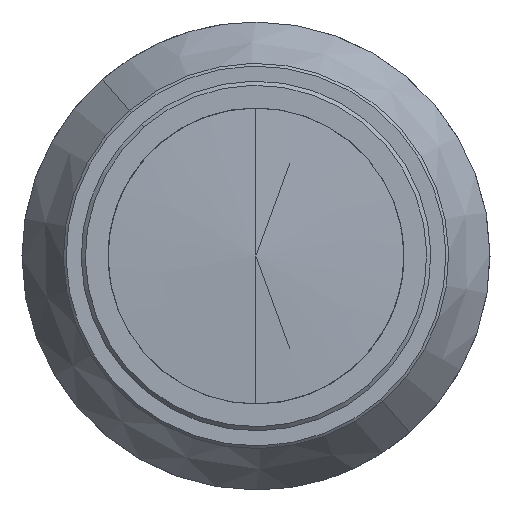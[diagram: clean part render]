
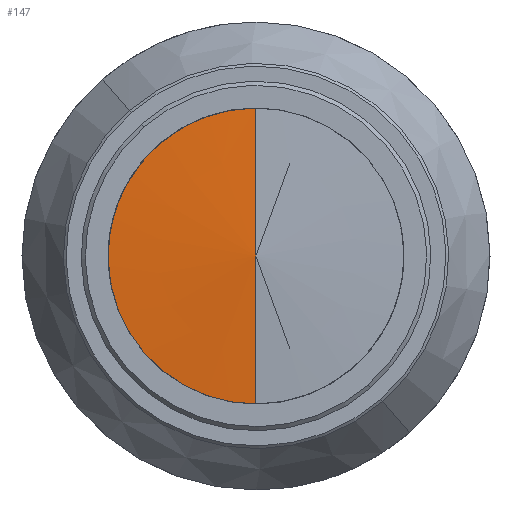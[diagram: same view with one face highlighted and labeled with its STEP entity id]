
A CAD part, left-side view. The second image highlights one B-rep face of the part: STEP entity #147.
In plain terms, the highlighted conical face has half-angle 86.731 degrees and reference radius 11.271 mm.
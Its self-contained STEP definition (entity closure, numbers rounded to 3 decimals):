
#27 = VERTEX_POINT ( 'NONE', #650 ) ;
#46 = CARTESIAN_POINT ( 'NONE',  ( -214.993, 8.108, -7.059 ) ) ;
#60 = AXIS2_PLACEMENT_3D ( 'NONE', #522, #69, #660 ) ;
#68 = VERTEX_POINT ( 'NONE', #796 ) ;
#69 = DIRECTION ( 'NONE',  ( 1., 0., 0. ) ) ;
#79 = AXIS2_PLACEMENT_3D ( 'NONE', #647, #652, #182 ) ;
#133 = LINE ( 'NONE', #176, #295 ) ;
#147 = ADVANCED_FACE ( 'NONE', ( #223 ), #364, .T. ) ;
#169 = CARTESIAN_POINT ( 'NONE',  ( -214.963, 0., 11.271 ) ) ;
#173 = DIRECTION ( 'NONE',  ( 1., 0., 0. ) ) ;
#175 = ORIENTED_EDGE ( 'NONE', *, *, #539, .T. ) ;
#176 = CARTESIAN_POINT ( 'NONE',  ( -214.963, 0., -11.271 ) ) ;
#182 = DIRECTION ( 'NONE',  ( 0., 0., -1. ) ) ;
#204 = VERTEX_POINT ( 'NONE', #457 ) ;
#223 = FACE_OUTER_BOUND ( 'NONE', #758, .T. ) ;
#295 = VECTOR ( 'NONE', #705, 1000. ) ;
#306 = LINE ( 'NONE', #169, #347 ) ;
#308 = DIRECTION ( 'NONE',  ( 0., 0., -1. ) ) ;
#347 = VECTOR ( 'NONE', #831, 1000. ) ;
#364 = CONICAL_SURFACE ( 'NONE', #60, 11.271, 1.514 ) ;
#457 = CARTESIAN_POINT ( 'NONE',  ( -214.993, 0., -10.75 ) ) ;
#490 = ORIENTED_EDGE ( 'NONE', *, *, #577, .F. ) ;
#522 = CARTESIAN_POINT ( 'NONE',  ( -214.963, 0., 0. ) ) ;
#539 = EDGE_CURVE ( 'NONE', #68, #27, #306, .T. ) ;
#577 = EDGE_CURVE ( 'NONE', #700, #27, #677, .T. ) ;
#626 = EDGE_CURVE ( 'NONE', #68, #204, #133, .T. ) ;
#647 = CARTESIAN_POINT ( 'NONE',  ( -214.993, 0., 0. ) ) ;
#650 = CARTESIAN_POINT ( 'NONE',  ( -214.993, 0., 10.75 ) ) ;
#652 = DIRECTION ( 'NONE',  ( 1., 0., 0. ) ) ;
#660 = DIRECTION ( 'NONE',  ( 0., 0., -1. ) ) ;
#666 = ORIENTED_EDGE ( 'NONE', *, *, #703, .F. ) ;
#677 = CIRCLE ( 'NONE', #770, 10.75 ) ;
#684 = ORIENTED_EDGE ( 'NONE', *, *, #626, .F. ) ;
#690 = CIRCLE ( 'NONE', #79, 10.75 ) ;
#700 = VERTEX_POINT ( 'NONE', #46 ) ;
#703 = EDGE_CURVE ( 'NONE', #204, #700, #690, .T. ) ;
#705 = DIRECTION ( 'NONE',  ( 0.057, 0., -0.998 ) ) ;
#758 = EDGE_LOOP ( 'NONE', ( #684, #175, #490, #666 ) ) ;
#770 = AXIS2_PLACEMENT_3D ( 'NONE', #775, #173, #308 ) ;
#775 = CARTESIAN_POINT ( 'NONE',  ( -214.993, 0., 0. ) ) ;
#796 = CARTESIAN_POINT ( 'NONE',  ( -215.607, 0., 0. ) ) ;
#831 = DIRECTION ( 'NONE',  ( 0.057, 0., 0.998 ) ) ;
